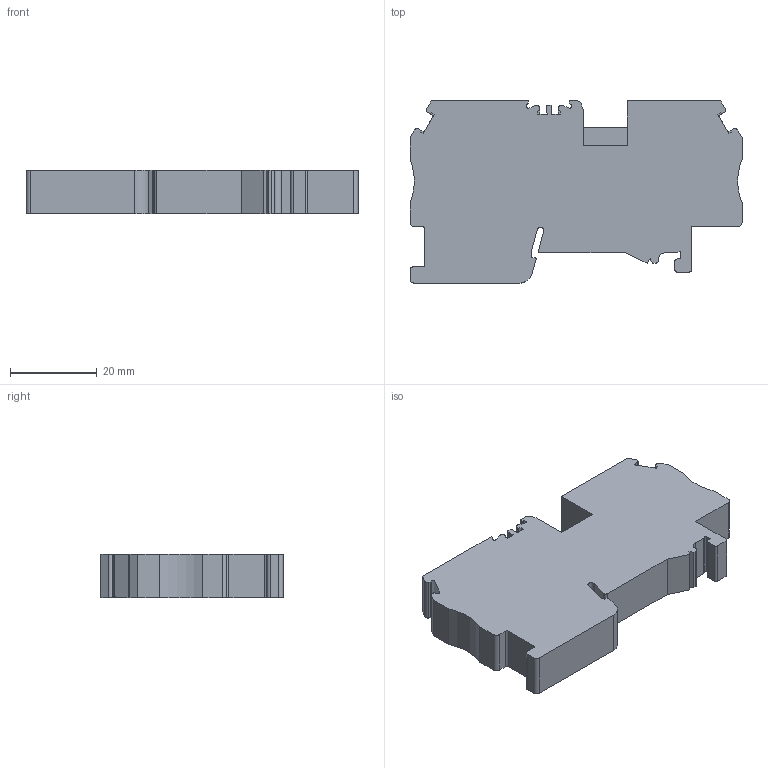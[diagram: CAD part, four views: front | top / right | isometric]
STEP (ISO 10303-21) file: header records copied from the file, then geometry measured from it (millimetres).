
FILE_DESCRIPTION(/* description */ ('Unknown'),/* implementation_level */ '2;1');
FILE_NAME(/* name */ 'DST10_GY_3D',/* time_stamp */ '2019-10-05T17:14:35+06:00',/* author */ ('Unknown'),/* organization */ ('Unknown'),/* preprocessor_version */ 'ST-DEVELOPER v16.7',/* originating_system */ 'DEX',/* authorisation */ $);
FILE_SCHEMA (('AUTOMOTIVE_DESIGN {1 0 10303 214 3 1 1}'));
Length unit declared in the file: millimetre
Products named in the file (1): DST10
Bounding box: 76.5 x 42 x 10 mm (x, y, z)
Volume: 23733 mm3; surface area: 9338.8 mm2
Topology: 1 solids, 1 shells, 142 faces, 409 edges, 274 vertices
Faces by surface type: plane 107, cylinder 35
Full cylindrical faces by diameter (mm): 8.75 x2
Entity records: 4657 total; most frequent: CARTESIAN_POINT 824, ORIENTED_EDGE 814, DIRECTION 765, EDGE_CURVE 407, LINE 335, VECTOR 335, VERTEX_POINT 274, AXIS2_PLACEMENT_3D 215
